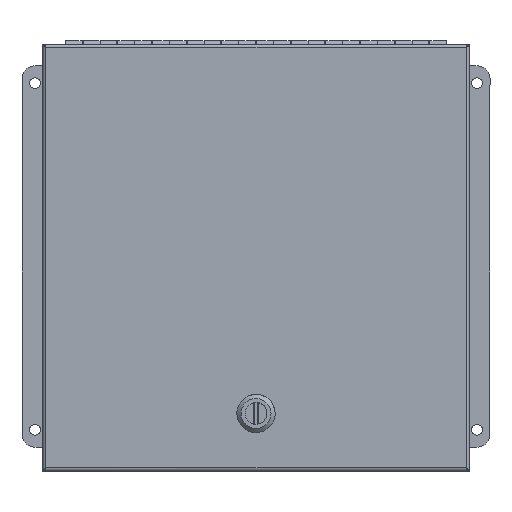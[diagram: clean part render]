
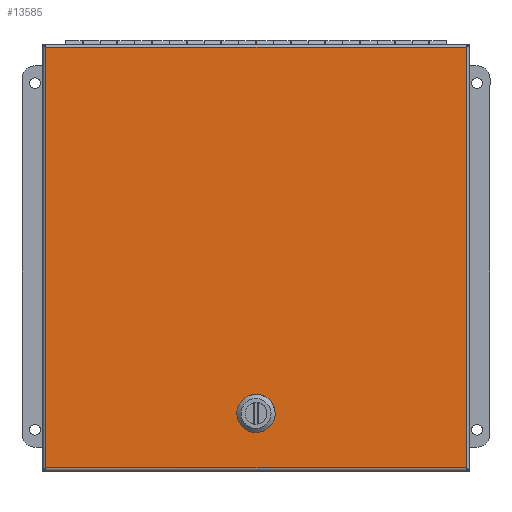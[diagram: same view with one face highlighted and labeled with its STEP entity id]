
A CAD part, top view. The second image highlights one B-rep face of the part: STEP entity #13585.
In plain terms, the highlighted face is planar.
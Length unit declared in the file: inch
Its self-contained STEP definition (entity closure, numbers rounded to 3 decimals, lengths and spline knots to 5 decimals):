
#577=FACE_BOUND('',#2541,.T.);
#688=CIRCLE('',#14686,0.45);
#690=CIRCLE('',#14690,0.45);
#692=CIRCLE('',#14694,0.45);
#694=CIRCLE('',#14698,0.45);
#1301=PLANE('',#14706);
#1734=FACE_OUTER_BOUND('',#2540,.T.);
#2540=EDGE_LOOP('',(#9133,#9134,#9135,#9136));
#2541=EDGE_LOOP('',(#9137,#9138,#9139,#9140,#9141,#9142,#9143,#9144));
#3413=LINE('',#20185,#4559);
#3436=LINE('',#20370,#4582);
#3452=LINE('',#20575,#4598);
#3456=LINE('',#20587,#4602);
#3460=LINE('',#20599,#4606);
#3464=LINE('',#20610,#4610);
#3466=LINE('',#20614,#4612);
#3468=LINE('',#20618,#4614);
#4559=VECTOR('',#16103,0.3937);
#4582=VECTOR('',#16148,0.3937);
#4598=VECTOR('',#16202,0.3937);
#4602=VECTOR('',#16214,0.3937);
#4606=VECTOR('',#16226,0.3937);
#4610=VECTOR('',#16238,0.3937);
#4612=VECTOR('',#16244,0.3937);
#4614=VECTOR('',#16250,0.3937);
#5802=VERTEX_POINT('',#20049);
#5825=VERTEX_POINT('',#20184);
#5837=VERTEX_POINT('',#20285);
#5847=VERTEX_POINT('',#20364);
#5852=VERTEX_POINT('',#20565);
#5853=VERTEX_POINT('',#20566);
#5856=VERTEX_POINT('',#20574);
#5858=VERTEX_POINT('',#20580);
#5860=VERTEX_POINT('',#20586);
#5862=VERTEX_POINT('',#20592);
#5864=VERTEX_POINT('',#20598);
#5866=VERTEX_POINT('',#20604);
#7028=EDGE_CURVE('',#5825,#5802,#3413,.T.);
#7065=EDGE_CURVE('',#5837,#5847,#3436,.T.);
#7088=EDGE_CURVE('',#5852,#5853,#688,.T.);
#7092=EDGE_CURVE('',#5856,#5852,#3452,.T.);
#7095=EDGE_CURVE('',#5858,#5856,#690,.T.);
#7098=EDGE_CURVE('',#5860,#5858,#3456,.T.);
#7101=EDGE_CURVE('',#5862,#5860,#692,.T.);
#7104=EDGE_CURVE('',#5864,#5862,#3460,.T.);
#7107=EDGE_CURVE('',#5866,#5864,#694,.T.);
#7110=EDGE_CURVE('',#5853,#5866,#3464,.T.);
#7112=EDGE_CURVE('',#5847,#5825,#3466,.T.);
#7114=EDGE_CURVE('',#5802,#5837,#3468,.T.);
#9133=ORIENTED_EDGE('',*,*,#7065,.T.);
#9134=ORIENTED_EDGE('',*,*,#7112,.T.);
#9135=ORIENTED_EDGE('',*,*,#7028,.T.);
#9136=ORIENTED_EDGE('',*,*,#7114,.T.);
#9137=ORIENTED_EDGE('',*,*,#7088,.T.);
#9138=ORIENTED_EDGE('',*,*,#7110,.T.);
#9139=ORIENTED_EDGE('',*,*,#7107,.T.);
#9140=ORIENTED_EDGE('',*,*,#7104,.T.);
#9141=ORIENTED_EDGE('',*,*,#7101,.T.);
#9142=ORIENTED_EDGE('',*,*,#7098,.T.);
#9143=ORIENTED_EDGE('',*,*,#7095,.T.);
#9144=ORIENTED_EDGE('',*,*,#7092,.T.);
#13585=ADVANCED_FACE('',(#1734,#577),#1301,.F.);
#14686=AXIS2_PLACEMENT_3D('',#20567,#16194,#16195);
#14690=AXIS2_PLACEMENT_3D('',#20581,#16207,#16208);
#14694=AXIS2_PLACEMENT_3D('',#20593,#16219,#16220);
#14698=AXIS2_PLACEMENT_3D('',#20605,#16231,#16232);
#14706=AXIS2_PLACEMENT_3D('',#20620,#16253,#16254);
#16103=DIRECTION('',(0.,1.,0.));
#16148=DIRECTION('',(0.,-1.,0.));
#16194=DIRECTION('center_axis',(0.,0.,1.));
#16195=DIRECTION('ref_axis',(-0.889,0.458,0.));
#16202=DIRECTION('',(-1.,0.,0.));
#16207=DIRECTION('center_axis',(0.,0.,1.));
#16208=DIRECTION('ref_axis',(0.458,0.889,0.));
#16214=DIRECTION('',(0.,1.,0.));
#16219=DIRECTION('center_axis',(0.,0.,1.));
#16220=DIRECTION('ref_axis',(0.889,-0.458,0.));
#16226=DIRECTION('',(1.,0.,0.));
#16231=DIRECTION('center_axis',(0.,0.,1.));
#16232=DIRECTION('ref_axis',(-0.458,-0.889,0.));
#16238=DIRECTION('',(0.,-1.,0.));
#16244=DIRECTION('',(-1.,0.,0.));
#16250=DIRECTION('',(1.,0.,0.));
#16253=DIRECTION('center_axis',(0.,0.,1.));
#16254=DIRECTION('ref_axis',(1.,0.,0.));
#20049=CARTESIAN_POINT('',(0.09325,12.21675,0.));
#20184=CARTESIAN_POINT('',(0.09325,0.09325,0.));
#20185=CARTESIAN_POINT('',(0.09325,3.12413,0.));
#20285=CARTESIAN_POINT('',(12.21675,12.21675,0.));
#20364=CARTESIAN_POINT('',(12.21675,0.09325,0.));
#20370=CARTESIAN_POINT('',(12.21675,9.18588,0.));
#20565=CARTESIAN_POINT('',(10.44384,6.555,0.));
#20566=CARTESIAN_POINT('',(10.25,6.36116,0.));
#20567=CARTESIAN_POINT('Origin',(10.65,6.155,0.));
#20574=CARTESIAN_POINT('',(10.85616,6.555,0.));
#20575=CARTESIAN_POINT('',(8.50558,6.555,0.));
#20580=CARTESIAN_POINT('',(11.05,6.36116,0.));
#20581=CARTESIAN_POINT('Origin',(10.65,6.155,0.));
#20586=CARTESIAN_POINT('',(11.05,5.94884,0.));
#20587=CARTESIAN_POINT('',(11.05,6.05192,0.));
#20592=CARTESIAN_POINT('',(10.85616,5.755,0.));
#20593=CARTESIAN_POINT('Origin',(10.65,6.155,0.));
#20598=CARTESIAN_POINT('',(10.44384,5.755,0.));
#20599=CARTESIAN_POINT('',(8.29942,5.755,0.));
#20604=CARTESIAN_POINT('',(10.25,5.94884,0.));
#20605=CARTESIAN_POINT('Origin',(10.65,6.155,0.));
#20610=CARTESIAN_POINT('',(10.25,6.25808,0.));
#20614=CARTESIAN_POINT('',(9.18588,0.09325,0.));
#20618=CARTESIAN_POINT('',(3.12413,12.21675,0.));
#20620=CARTESIAN_POINT('Origin',(6.155,6.155,0.));
